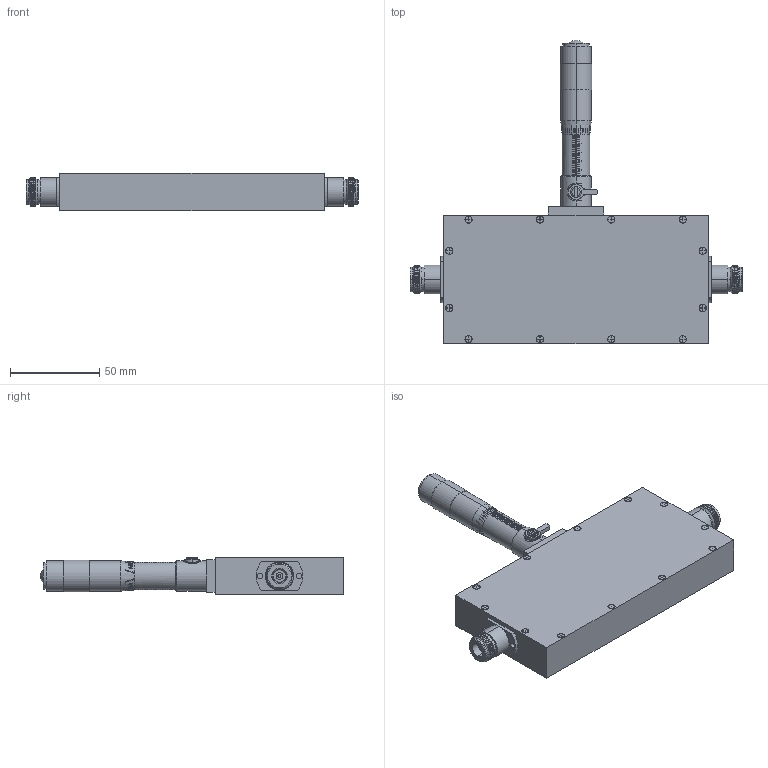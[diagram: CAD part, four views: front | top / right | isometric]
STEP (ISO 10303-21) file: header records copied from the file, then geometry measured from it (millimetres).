
FILE_DESCRIPTION (( 'STEP AP203' ), '1' );
FILE_NAME ('FMAT7436_3D.STEP', '2022-03-03T11:41:06', ( '' ), ( '' ), 'SwSTEP 2.0', 'SolidWorks 2021', '' );
FILE_SCHEMA (( 'CONFIG_CONTROL_DESIGN' ));
Length unit declared in the file: millimetre
Products named in the file (1): FMAT7436_3D
Bounding box: 186 x 170.02 x 21 mm (x, y, z)
Volume: 253776.4 mm3; surface area: 38883.7 mm2
Topology: 2 solids, 2 shells, 990 faces, 2415 edges, 1596 vertices
Faces by surface type: plane 728, cylinder 191, cone 56, bspline 8, torus 5, sphere 2
Entity records: 31217 total; most frequent: CARTESIAN_POINT 7514, DIRECTION 4906, ORIENTED_EDGE 4830, EDGE_CURVE 2415, AXIS2_PLACEMENT_3D 1701, VERTEX_POINT 1596, LINE 1504, VECTOR 1504
